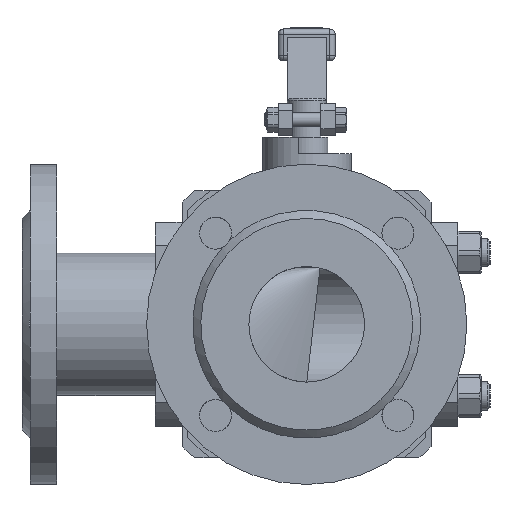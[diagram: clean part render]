
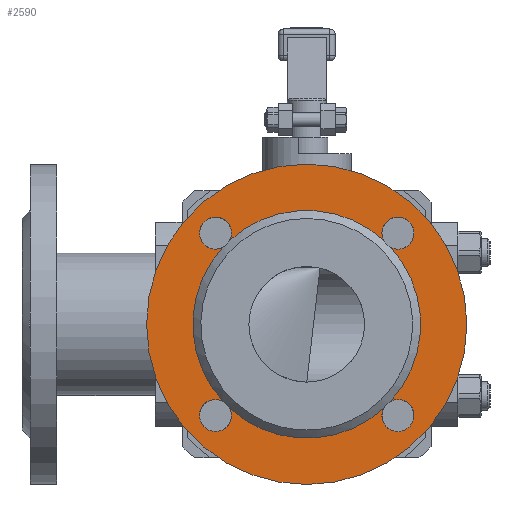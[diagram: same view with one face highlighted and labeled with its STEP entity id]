
A CAD part, left-side view. The second image highlights one B-rep face of the part: STEP entity #2590.
In plain terms, the highlighted planar face has unit normal (-1, 0, 0).
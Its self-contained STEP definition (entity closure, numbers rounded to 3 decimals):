
#401=PLANE('',#8704);
#2590=ADVANCED_FACE('',(#3121,#3122),#401,.T.);
#3121=FACE_BOUND('',#3356,.T.);
#3122=FACE_BOUND('',#3357,.T.);
#3356=EDGE_LOOP('',(#4171,#4172,#4173,#4174,#4175,#4176,#4177,#4178));
#3357=EDGE_LOOP('',(#4179));
#4171=ORIENTED_EDGE('',*,*,#7307,.F.);
#4172=ORIENTED_EDGE('',*,*,#7308,.T.);
#4173=ORIENTED_EDGE('',*,*,#7309,.F.);
#4174=ORIENTED_EDGE('',*,*,#7310,.T.);
#4175=ORIENTED_EDGE('',*,*,#7311,.F.);
#4176=ORIENTED_EDGE('',*,*,#7312,.T.);
#4177=ORIENTED_EDGE('',*,*,#7313,.F.);
#4178=ORIENTED_EDGE('',*,*,#7314,.T.);
#4179=ORIENTED_EDGE('',*,*,#7315,.F.);
#6456=VERTEX_POINT('',#11909);
#6457=VERTEX_POINT('',#11910);
#6458=VERTEX_POINT('',#11912);
#6459=VERTEX_POINT('',#11914);
#6460=VERTEX_POINT('',#11916);
#6461=VERTEX_POINT('',#11918);
#6462=VERTEX_POINT('',#11920);
#6463=VERTEX_POINT('',#11922);
#6464=VERTEX_POINT('',#11925);
#7307=EDGE_CURVE('',#6456,#6457,#8382,.T.);
#7308=EDGE_CURVE('',#6456,#6458,#8383,.T.);
#7309=EDGE_CURVE('',#6459,#6458,#8384,.T.);
#7310=EDGE_CURVE('',#6459,#6460,#8385,.T.);
#7311=EDGE_CURVE('',#6461,#6460,#8386,.T.);
#7312=EDGE_CURVE('',#6461,#6462,#8387,.T.);
#7313=EDGE_CURVE('',#6463,#6462,#8388,.T.);
#7314=EDGE_CURVE('',#6463,#6457,#8389,.T.);
#7315=EDGE_CURVE('',#6464,#6464,#8390,.T.);
#8382=CIRCLE('',#8695,9.);
#8383=CIRCLE('',#8696,64.);
#8384=CIRCLE('',#8697,9.);
#8385=CIRCLE('',#8698,64.);
#8386=CIRCLE('',#8699,9.);
#8387=CIRCLE('',#8700,64.);
#8388=CIRCLE('',#8701,9.);
#8389=CIRCLE('',#8702,64.);
#8390=CIRCLE('',#8703,90.);
#8695=AXIS2_PLACEMENT_3D('',#11908,#9705,#9706);
#8696=AXIS2_PLACEMENT_3D('',#11911,#9707,#9708);
#8697=AXIS2_PLACEMENT_3D('',#11913,#9709,#9710);
#8698=AXIS2_PLACEMENT_3D('',#11915,#9711,#9712);
#8699=AXIS2_PLACEMENT_3D('',#11917,#9713,#9714);
#8700=AXIS2_PLACEMENT_3D('',#11919,#9715,#9716);
#8701=AXIS2_PLACEMENT_3D('',#11921,#9717,#9718);
#8702=AXIS2_PLACEMENT_3D('',#11923,#9719,#9720);
#8703=AXIS2_PLACEMENT_3D('',#11924,#9721,#9722);
#8704=AXIS2_PLACEMENT_3D('',#11926,#9723,#9724);
#9705=DIRECTION('',(-1.,0.,0.));
#9706=DIRECTION('',(0.,0.,1.));
#9707=DIRECTION('',(1.,0.,0.));
#9708=DIRECTION('',(0.,0.,-1.));
#9709=DIRECTION('',(-1.,0.,0.));
#9710=DIRECTION('',(0.,0.,1.));
#9711=DIRECTION('',(1.,0.,0.));
#9712=DIRECTION('',(0.,0.,-1.));
#9713=DIRECTION('',(-1.,0.,0.));
#9714=DIRECTION('',(0.,0.,1.));
#9715=DIRECTION('',(1.,0.,0.));
#9716=DIRECTION('',(0.,0.,-1.));
#9717=DIRECTION('',(-1.,0.,0.));
#9718=DIRECTION('',(0.,0.,1.));
#9719=DIRECTION('',(1.,0.,0.));
#9720=DIRECTION('',(0.,0.,-1.));
#9721=DIRECTION('',(1.,0.,0.));
#9722=DIRECTION('',(0.,0.,-1.));
#9723=DIRECTION('',(-1.,0.,0.));
#9724=DIRECTION('',(0.,0.,1.));
#11908=CARTESIAN_POINT('',(-82.5,-51.265,51.265));
#11909=CARTESIAN_POINT('',(-82.5,-47.177,43.247));
#11910=CARTESIAN_POINT('',(-82.5,-43.247,47.177));
#11911=CARTESIAN_POINT('',(-82.5,0.,0.));
#11912=CARTESIAN_POINT('',(-82.5,-47.177,-43.247));
#11913=CARTESIAN_POINT('',(-82.5,-51.265,-51.265));
#11914=CARTESIAN_POINT('',(-82.5,-43.247,-47.177));
#11915=CARTESIAN_POINT('',(-82.5,0.,0.));
#11916=CARTESIAN_POINT('',(-82.5,43.247,-47.177));
#11917=CARTESIAN_POINT('',(-82.5,51.265,-51.265));
#11918=CARTESIAN_POINT('',(-82.5,47.177,-43.247));
#11919=CARTESIAN_POINT('',(-82.5,0.,0.));
#11920=CARTESIAN_POINT('',(-82.5,47.177,43.247));
#11921=CARTESIAN_POINT('',(-82.5,51.265,51.265));
#11922=CARTESIAN_POINT('',(-82.5,43.247,47.177));
#11923=CARTESIAN_POINT('',(-82.5,0.,0.));
#11924=CARTESIAN_POINT('',(-82.5,0.,0.));
#11925=CARTESIAN_POINT('',(-82.5,0.,-90.));
#11926=CARTESIAN_POINT('',(-82.5,0.,0.));
